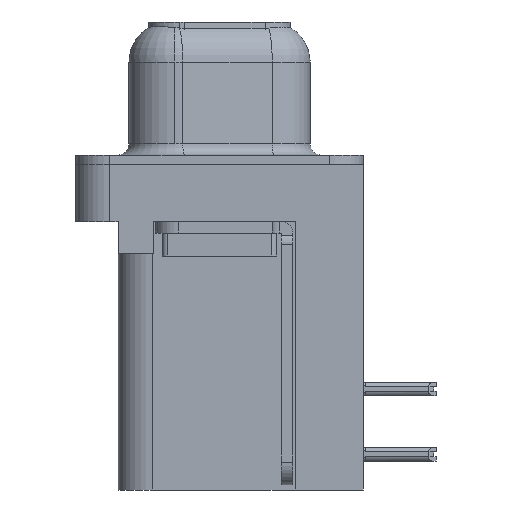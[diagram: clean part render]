
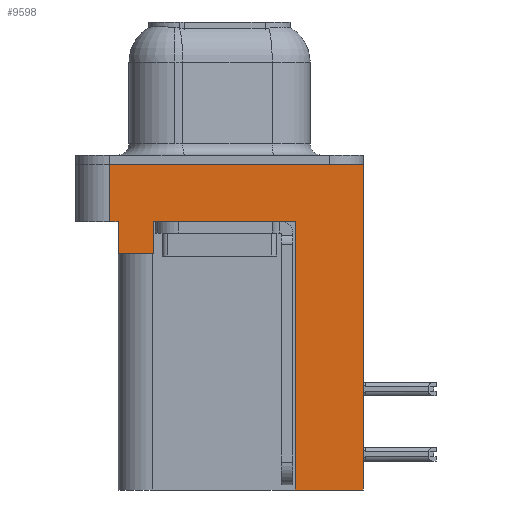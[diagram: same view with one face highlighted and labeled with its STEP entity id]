
A CAD part, left-side view. The second image highlights one B-rep face of the part: STEP entity #9598.
In plain terms, the highlighted planar face has unit normal (-1, 0, 0).
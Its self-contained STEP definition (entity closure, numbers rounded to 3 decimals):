
#382 = VECTOR ( 'NONE', #3828, 1000. ) ;
#513 = EDGE_CURVE ( 'NONE', #6213, #15868, #9811, .T. ) ;
#563 = ORIENTED_EDGE ( 'NONE', *, *, #18195, .T. ) ;
#1098 = EDGE_CURVE ( 'NONE', #16924, #1121, #17288, .T. ) ;
#1121 = VERTEX_POINT ( 'NONE', #21259 ) ;
#1425 = DIRECTION ( 'NONE',  ( -1., 0., 0. ) ) ;
#2105 = ORIENTED_EDGE ( 'NONE', *, *, #14215, .F. ) ;
#2198 = VECTOR ( 'NONE', #3093, 1000. ) ;
#3093 = DIRECTION ( 'NONE',  ( 0., 0., 1. ) ) ;
#3225 = CARTESIAN_POINT ( 'NONE',  ( -2.91, -3.295, -14.2 ) ) ;
#3231 = CARTESIAN_POINT ( 'NONE',  ( -2.91, 4.775, 0. ) ) ;
#3828 = DIRECTION ( 'NONE',  ( 0., -1., 0. ) ) ;
#4028 = DIRECTION ( 'NONE',  ( 0., 1., 0. ) ) ;
#4065 = ORIENTED_EDGE ( 'NONE', *, *, #513, .F. ) ;
#4522 = CARTESIAN_POINT ( 'NONE',  ( -2.91, -3.295, -2.5 ) ) ;
#4819 = VERTEX_POINT ( 'NONE', #22414 ) ;
#4966 = VERTEX_POINT ( 'NONE', #6402 ) ;
#5551 = DIRECTION ( 'NONE',  ( 0., 0., 1. ) ) ;
#5596 = ORIENTED_EDGE ( 'NONE', *, *, #6468, .T. ) ;
#5775 = CARTESIAN_POINT ( 'NONE',  ( -2.91, -6.275, -2.5 ) ) ;
#5855 = DIRECTION ( 'NONE',  ( 0., -1., 0. ) ) ;
#6213 = VERTEX_POINT ( 'NONE', #3231 ) ;
#6335 = ORIENTED_EDGE ( 'NONE', *, *, #16201, .T. ) ;
#6402 = CARTESIAN_POINT ( 'NONE',  ( -2.91, 4.775, -2.5 ) ) ;
#6468 = EDGE_CURVE ( 'NONE', #19782, #10806, #14909, .T. ) ;
#6771 = CARTESIAN_POINT ( 'NONE',  ( -2.91, 2.895, -3.9 ) ) ;
#7012 = PLANE ( 'NONE',  #11758 ) ;
#7115 = LINE ( 'NONE', #14563, #15635 ) ;
#7299 = DIRECTION ( 'NONE',  ( 0., 0., 1. ) ) ;
#8412 = DIRECTION ( 'NONE',  ( 0., -1., 0. ) ) ;
#8687 = FACE_OUTER_BOUND ( 'NONE', #20776, .T. ) ;
#9598 = ADVANCED_FACE ( 'NONE', ( #8687 ), #7012, .T. ) ;
#9811 = LINE ( 'NONE', #16672, #16094 ) ;
#10209 = CARTESIAN_POINT ( 'NONE',  ( -2.91, 4.425, -3.9 ) ) ;
#10224 = CARTESIAN_POINT ( 'NONE',  ( -2.91, -6.275, -14.2 ) ) ;
#10643 = CARTESIAN_POINT ( 'NONE',  ( -2.91, 4.425, -3.9 ) ) ;
#10806 = VERTEX_POINT ( 'NONE', #4522 ) ;
#10875 = VERTEX_POINT ( 'NONE', #10643 ) ;
#11758 = AXIS2_PLACEMENT_3D ( 'NONE', #12656, #1425, #5551 ) ;
#12124 = EDGE_CURVE ( 'NONE', #20254, #19782, #7115, .T. ) ;
#12506 = LINE ( 'NONE', #3225, #18691 ) ;
#12656 = CARTESIAN_POINT ( 'NONE',  ( -2.91, -6.275, -2.5 ) ) ;
#12816 = ORIENTED_EDGE ( 'NONE', *, *, #1098, .F. ) ;
#13620 = EDGE_CURVE ( 'NONE', #10875, #4819, #17207, .T. ) ;
#13646 = VECTOR ( 'NONE', #14009, 1000. ) ;
#13828 = VECTOR ( 'NONE', #4028, 1000. ) ;
#14006 = CARTESIAN_POINT ( 'NONE',  ( -2.91, 2.895, -2.5 ) ) ;
#14009 = DIRECTION ( 'NONE',  ( 0., 0., 1. ) ) ;
#14215 = EDGE_CURVE ( 'NONE', #4966, #6213, #14982, .T. ) ;
#14563 = CARTESIAN_POINT ( 'NONE',  ( -2.91, 2.895, -3.9 ) ) ;
#14678 = DIRECTION ( 'NONE',  ( 0., 0., 1. ) ) ;
#14909 = LINE ( 'NONE', #5775, #382 ) ;
#14982 = LINE ( 'NONE', #17030, #23792 ) ;
#15289 = ORIENTED_EDGE ( 'NONE', *, *, #12124, .T. ) ;
#15635 = VECTOR ( 'NONE', #14678, 1000. ) ;
#15821 = CARTESIAN_POINT ( 'NONE',  ( -2.91, -6.275, -2.5 ) ) ;
#15868 = VERTEX_POINT ( 'NONE', #22348 ) ;
#16094 = VECTOR ( 'NONE', #5855, 1000. ) ;
#16201 = EDGE_CURVE ( 'NONE', #16924, #15868, #19318, .T. ) ;
#16672 = CARTESIAN_POINT ( 'NONE',  ( -2.91, -6.275, 0. ) ) ;
#16924 = VERTEX_POINT ( 'NONE', #10224 ) ;
#17030 = CARTESIAN_POINT ( 'NONE',  ( -2.91, 4.775, -2.5 ) ) ;
#17067 = EDGE_CURVE ( 'NONE', #1121, #10806, #12506, .T. ) ;
#17207 = LINE ( 'NONE', #10209, #2198 ) ;
#17288 = LINE ( 'NONE', #20533, #13828 ) ;
#17554 = VECTOR ( 'NONE', #8412, 1000. ) ;
#17673 = CARTESIAN_POINT ( 'NONE',  ( -2.91, -6.275, -2.5 ) ) ;
#17790 = LINE ( 'NONE', #17673, #17554 ) ;
#17922 = ORIENTED_EDGE ( 'NONE', *, *, #17067, .F. ) ;
#18064 = LINE ( 'NONE', #20699, #21105 ) ;
#18195 = EDGE_CURVE ( 'NONE', #4966, #4819, #17790, .T. ) ;
#18409 = DIRECTION ( 'NONE',  ( 0., 0., 1. ) ) ;
#18418 = DIRECTION ( 'NONE',  ( 0., 1., 0. ) ) ;
#18691 = VECTOR ( 'NONE', #18409, 1000. ) ;
#19318 = LINE ( 'NONE', #15821, #13646 ) ;
#19486 = ORIENTED_EDGE ( 'NONE', *, *, #22707, .F. ) ;
#19782 = VERTEX_POINT ( 'NONE', #14006 ) ;
#20254 = VERTEX_POINT ( 'NONE', #6771 ) ;
#20533 = CARTESIAN_POINT ( 'NONE',  ( -2.91, -3.295, -14.2 ) ) ;
#20699 = CARTESIAN_POINT ( 'NONE',  ( -2.91, 4.425, -3.9 ) ) ;
#20776 = EDGE_LOOP ( 'NONE', ( #4065, #2105, #563, #23446, #19486, #15289, #5596, #17922, #12816, #6335 ) ) ;
#21105 = VECTOR ( 'NONE', #18418, 1000. ) ;
#21259 = CARTESIAN_POINT ( 'NONE',  ( -2.91, -3.295, -14.2 ) ) ;
#22348 = CARTESIAN_POINT ( 'NONE',  ( -2.91, -6.275, 0. ) ) ;
#22414 = CARTESIAN_POINT ( 'NONE',  ( -2.91, 4.425, -2.5 ) ) ;
#22707 = EDGE_CURVE ( 'NONE', #20254, #10875, #18064, .T. ) ;
#23446 = ORIENTED_EDGE ( 'NONE', *, *, #13620, .F. ) ;
#23792 = VECTOR ( 'NONE', #7299, 1000. ) ;
